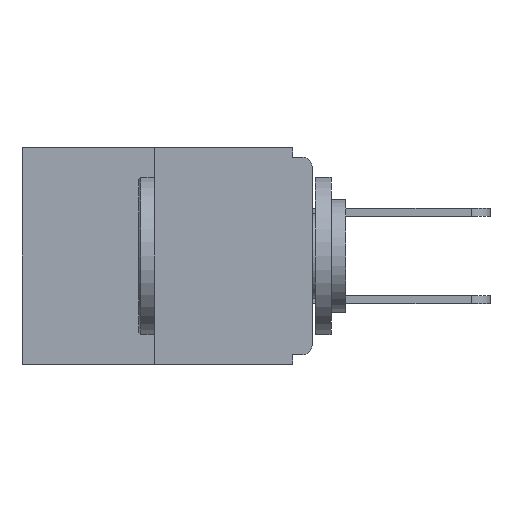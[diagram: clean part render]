
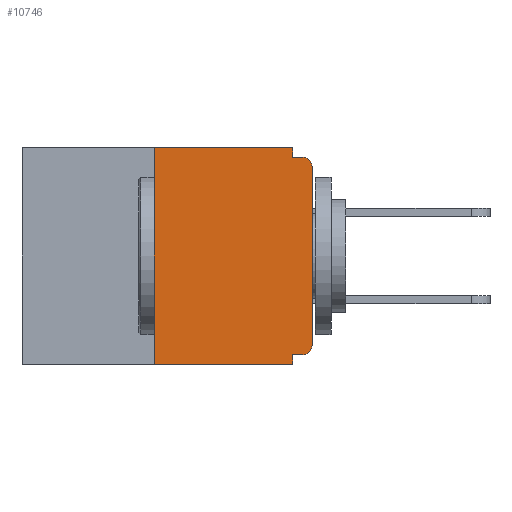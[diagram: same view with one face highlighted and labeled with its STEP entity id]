
A CAD part, left-side view. The second image highlights one B-rep face of the part: STEP entity #10746.
In plain terms, the highlighted planar face has unit normal (-1, 0, 0).
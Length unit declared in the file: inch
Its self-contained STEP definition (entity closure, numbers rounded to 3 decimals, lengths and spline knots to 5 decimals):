
#99 = DIRECTION ( 'NONE',  ( -1., 0., 0. ) ) ;
#193 = EDGE_CURVE ( 'NONE', #11332, #10668, #8189, .T. ) ;
#250 = EDGE_CURVE ( 'NONE', #1370, #3713, #8692, .T. ) ;
#258 = VERTEX_POINT ( 'NONE', #9275 ) ;
#407 = DIRECTION ( 'NONE',  ( 0., 1., 0. ) ) ;
#456 = EDGE_CURVE ( 'NONE', #11332, #258, #8406, .T. ) ;
#477 = PLANE ( 'NONE',  #5939 ) ;
#588 = LINE ( 'NONE', #6961, #6109 ) ;
#775 = VECTOR ( 'NONE', #3554, 39.37008 ) ;
#811 = AXIS2_PLACEMENT_3D ( 'NONE', #2899, #99, #1035 ) ;
#1035 = DIRECTION ( 'NONE',  ( 0., 0., -1. ) ) ;
#1370 = VERTEX_POINT ( 'NONE', #11252 ) ;
#1846 = CARTESIAN_POINT ( 'NONE',  ( 0., 0.031, 0. ) ) ;
#1860 = EDGE_CURVE ( 'NONE', #5938, #11491, #5469, .T. ) ;
#2061 = CARTESIAN_POINT ( 'NONE',  ( 0., 0.031, -0.343 ) ) ;
#2104 = VECTOR ( 'NONE', #2933, 39.37008 ) ;
#2151 = ORIENTED_EDGE ( 'NONE', *, *, #5019, .F. ) ;
#2246 = DIRECTION ( 'NONE',  ( 0., -1., 0. ) ) ;
#2291 = CARTESIAN_POINT ( 'NONE',  ( 0., 0.46, 0. ) ) ;
#2333 = DIRECTION ( 'NONE',  ( 0., 0., -1. ) ) ;
#2402 = ORIENTED_EDGE ( 'NONE', *, *, #7783, .T. ) ;
#2567 = VERTEX_POINT ( 'NONE', #5507 ) ;
#2622 = LINE ( 'NONE', #9580, #7945 ) ;
#2779 = ORIENTED_EDGE ( 'NONE', *, *, #9680, .F. ) ;
#2899 = CARTESIAN_POINT ( 'NONE',  ( 0., 0.015, -0.313 ) ) ;
#2902 = ORIENTED_EDGE ( 'NONE', *, *, #11360, .F. ) ;
#2931 = DIRECTION ( 'NONE',  ( -1., 0., 0. ) ) ;
#2933 = DIRECTION ( 'NONE',  ( 0., 0., -1. ) ) ;
#2980 = ORIENTED_EDGE ( 'NONE', *, *, #456, .F. ) ;
#3187 = VECTOR ( 'NONE', #4752, 39.37008 ) ;
#3282 = DIRECTION ( 'NONE',  ( 1., 0., 0. ) ) ;
#3303 = ORIENTED_EDGE ( 'NONE', *, *, #1860, .F. ) ;
#3440 = EDGE_LOOP ( 'NONE', ( #2902, #2779, #4920, #11423, #2980, #8596, #7919, #2402, #2151, #3303 ) ) ;
#3554 = DIRECTION ( 'NONE',  ( 0., 0., 1. ) ) ;
#3713 = VERTEX_POINT ( 'NONE', #7730 ) ;
#3918 = LINE ( 'NONE', #10849, #4919 ) ;
#4707 = CARTESIAN_POINT ( 'NONE',  ( 0., 0.46, -0.343 ) ) ;
#4752 = DIRECTION ( 'NONE',  ( 0., -1., 0. ) ) ;
#4919 = VECTOR ( 'NONE', #8132, 39.37008 ) ;
#4920 = ORIENTED_EDGE ( 'NONE', *, *, #250, .T. ) ;
#5019 = EDGE_CURVE ( 'NONE', #11491, #6640, #588, .T. ) ;
#5041 = CARTESIAN_POINT ( 'NONE',  ( 0., 0.015, -0.328 ) ) ;
#5245 = LINE ( 'NONE', #11797, #775 ) ;
#5469 = LINE ( 'NONE', #1846, #7918 ) ;
#5507 = CARTESIAN_POINT ( 'NONE',  ( 0., 0.25, 0. ) ) ;
#5601 = CARTESIAN_POINT ( 'NONE',  ( 0., 0.015, -0.03 ) ) ;
#5905 = DIRECTION ( 'NONE',  ( 0., -1., 0. ) ) ;
#5916 = CARTESIAN_POINT ( 'NONE',  ( 0., 0., -0.313 ) ) ;
#5938 = VERTEX_POINT ( 'NONE', #9191 ) ;
#5939 = AXIS2_PLACEMENT_3D ( 'NONE', #2291, #3282, #2333 ) ;
#6044 = CARTESIAN_POINT ( 'NONE',  ( 0., 0., -0.328 ) ) ;
#6088 = VERTEX_POINT ( 'NONE', #8546 ) ;
#6109 = VECTOR ( 'NONE', #2246, 39.37008 ) ;
#6640 = VERTEX_POINT ( 'NONE', #8494 ) ;
#6961 = CARTESIAN_POINT ( 'NONE',  ( 0., 0., -0.015 ) ) ;
#7546 = DIRECTION ( 'NONE',  ( 0., 0., -1. ) ) ;
#7730 = CARTESIAN_POINT ( 'NONE',  ( 0., 0.031, -0.343 ) ) ;
#7783 = EDGE_CURVE ( 'NONE', #6088, #6640, #8465, .T. ) ;
#7918 = VECTOR ( 'NONE', #8253, 39.37008 ) ;
#7919 = ORIENTED_EDGE ( 'NONE', *, *, #10947, .T. ) ;
#7945 = VECTOR ( 'NONE', #5905, 39.37008 ) ;
#8132 = DIRECTION ( 'NONE',  ( 0., 0., 1. ) ) ;
#8189 = CIRCLE ( 'NONE', #811, 0.015 ) ;
#8253 = DIRECTION ( 'NONE',  ( 0., 0., -1. ) ) ;
#8406 = LINE ( 'NONE', #6044, #11860 ) ;
#8465 = CIRCLE ( 'NONE', #11114, 0.015 ) ;
#8494 = CARTESIAN_POINT ( 'NONE',  ( 0., 0.015, -0.015 ) ) ;
#8546 = CARTESIAN_POINT ( 'NONE',  ( 0., 0., -0.03 ) ) ;
#8596 = ORIENTED_EDGE ( 'NONE', *, *, #193, .T. ) ;
#8689 = EDGE_CURVE ( 'NONE', #258, #3713, #9891, .T. ) ;
#8692 = LINE ( 'NONE', #4707, #3187 ) ;
#9191 = CARTESIAN_POINT ( 'NONE',  ( 0., 0.031, 0. ) ) ;
#9275 = CARTESIAN_POINT ( 'NONE',  ( 0., 0.031, -0.328 ) ) ;
#9580 = CARTESIAN_POINT ( 'NONE',  ( 0., 0.46, 0. ) ) ;
#9680 = EDGE_CURVE ( 'NONE', #1370, #2567, #5245, .T. ) ;
#9891 = LINE ( 'NONE', #2061, #2104 ) ;
#10136 = FACE_OUTER_BOUND ( 'NONE', #3440, .T. ) ;
#10627 = CARTESIAN_POINT ( 'NONE',  ( 0., 0.031, -0.015 ) ) ;
#10668 = VERTEX_POINT ( 'NONE', #5916 ) ;
#10746 = ADVANCED_FACE ( 'NONE', ( #10136 ), #477, .F. ) ;
#10849 = CARTESIAN_POINT ( 'NONE',  ( 0., 0., 0. ) ) ;
#10947 = EDGE_CURVE ( 'NONE', #10668, #6088, #3918, .T. ) ;
#11114 = AXIS2_PLACEMENT_3D ( 'NONE', #5601, #2931, #7546 ) ;
#11252 = CARTESIAN_POINT ( 'NONE',  ( 0., 0.25, -0.343 ) ) ;
#11332 = VERTEX_POINT ( 'NONE', #5041 ) ;
#11360 = EDGE_CURVE ( 'NONE', #2567, #5938, #2622, .T. ) ;
#11423 = ORIENTED_EDGE ( 'NONE', *, *, #8689, .F. ) ;
#11491 = VERTEX_POINT ( 'NONE', #10627 ) ;
#11797 = CARTESIAN_POINT ( 'NONE',  ( 0., 0.25, 0. ) ) ;
#11860 = VECTOR ( 'NONE', #407, 39.37008 ) ;
